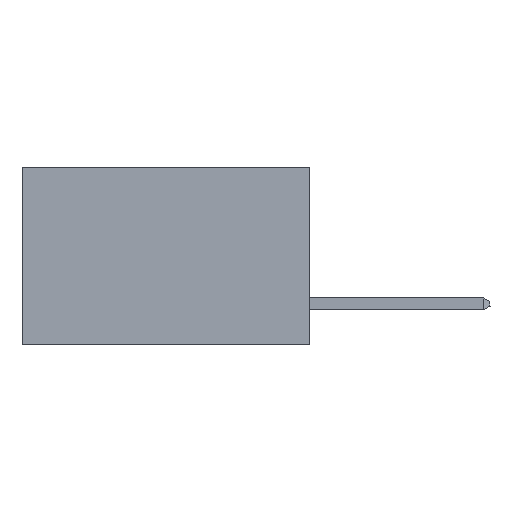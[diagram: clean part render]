
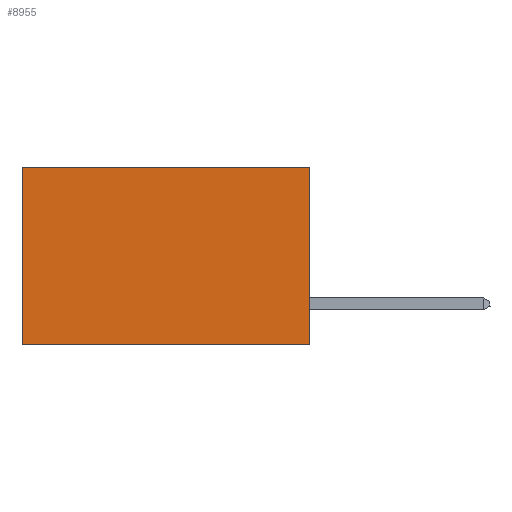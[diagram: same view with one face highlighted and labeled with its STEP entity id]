
A CAD part, left-side view. The second image highlights one B-rep face of the part: STEP entity #8955.
In plain terms, the highlighted planar face has unit normal (-1, 0, 0).
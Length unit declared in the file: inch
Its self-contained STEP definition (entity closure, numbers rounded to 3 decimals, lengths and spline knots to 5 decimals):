
#772 = CARTESIAN_POINT ( 'NONE',  ( 0.2875, 0.6, -0.37 ) ) ;
#2738 = VECTOR ( 'NONE', #13077, 39.37008 ) ;
#4159 = EDGE_LOOP ( 'NONE', ( #11827, #13706, #25030, #30727 ) ) ;
#5368 = CARTESIAN_POINT ( 'NONE',  ( 0.2875, 0., -0.37 ) ) ;
#5590 = VECTOR ( 'NONE', #18186, 39.37008 ) ;
#6829 = VERTEX_POINT ( 'NONE', #772 ) ;
#8392 = LINE ( 'NONE', #26149, #5590 ) ;
#8955 = ADVANCED_FACE ( 'NONE', ( #10028 ), #14213, .F. ) ;
#9347 = LINE ( 'NONE', #14376, #28159 ) ;
#10028 = FACE_OUTER_BOUND ( 'NONE', #4159, .T. ) ;
#11203 = EDGE_CURVE ( 'NONE', #23115, #6829, #8392, .T. ) ;
#11674 = DIRECTION ( 'NONE',  ( 1., 0., 0. ) ) ;
#11827 = ORIENTED_EDGE ( 'NONE', *, *, #11203, .T. ) ;
#12158 = VECTOR ( 'NONE', #20267, 39.37008 ) ;
#13077 = DIRECTION ( 'NONE',  ( 0., 1., 0. ) ) ;
#13314 = LINE ( 'NONE', #20804, #12158 ) ;
#13670 = CARTESIAN_POINT ( 'NONE',  ( 0.2875, 0., 0. ) ) ;
#13706 = ORIENTED_EDGE ( 'NONE', *, *, #25769, .F. ) ;
#14213 = PLANE ( 'NONE',  #22700 ) ;
#14376 = CARTESIAN_POINT ( 'NONE',  ( 0.2875, 0., 0. ) ) ;
#15787 = VERTEX_POINT ( 'NONE', #31493 ) ;
#16545 = DIRECTION ( 'NONE',  ( 0., 0., -1. ) ) ;
#16941 = DIRECTION ( 'NONE',  ( 0., 1., 0. ) ) ;
#18186 = DIRECTION ( 'NONE',  ( 0., 0., -1. ) ) ;
#20267 = DIRECTION ( 'NONE',  ( 0., 0., -1. ) ) ;
#20804 = CARTESIAN_POINT ( 'NONE',  ( 0.2875, 0., 0. ) ) ;
#21429 = EDGE_CURVE ( 'NONE', #32599, #23115, #9347, .T. ) ;
#22688 = EDGE_CURVE ( 'NONE', #32599, #15787, #13314, .T. ) ;
#22700 = AXIS2_PLACEMENT_3D ( 'NONE', #32054, #11674, #16545 ) ;
#23115 = VERTEX_POINT ( 'NONE', #23476 ) ;
#23476 = CARTESIAN_POINT ( 'NONE',  ( 0.2875, 0.6, 0. ) ) ;
#25030 = ORIENTED_EDGE ( 'NONE', *, *, #22688, .F. ) ;
#25769 = EDGE_CURVE ( 'NONE', #15787, #6829, #32028, .T. ) ;
#26149 = CARTESIAN_POINT ( 'NONE',  ( 0.2875, 0.6, 0. ) ) ;
#28159 = VECTOR ( 'NONE', #16941, 39.37008 ) ;
#30727 = ORIENTED_EDGE ( 'NONE', *, *, #21429, .T. ) ;
#31493 = CARTESIAN_POINT ( 'NONE',  ( 0.2875, 0., -0.37 ) ) ;
#32028 = LINE ( 'NONE', #5368, #2738 ) ;
#32054 = CARTESIAN_POINT ( 'NONE',  ( 0.2875, 0., 0. ) ) ;
#32599 = VERTEX_POINT ( 'NONE', #13670 ) ;
